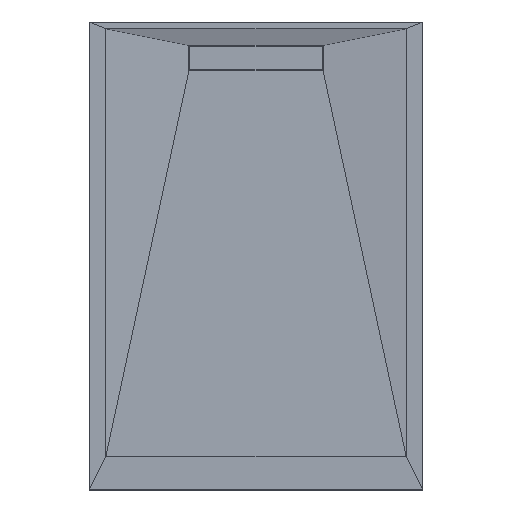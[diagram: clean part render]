
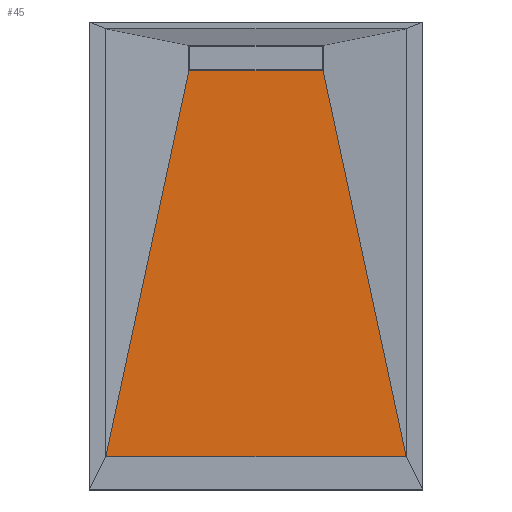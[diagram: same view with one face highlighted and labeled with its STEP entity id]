
A CAD part, top view. The second image highlights one B-rep face of the part: STEP entity #45.
In plain terms, the highlighted free-form (B-spline) face has degree [1, 1] with [2, 2] control points.
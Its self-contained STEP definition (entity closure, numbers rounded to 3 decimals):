
#18=B_SPLINE_SURFACE_WITH_KNOTS('',1,1,((#473,#474),(#475,#476)),
 .UNSPECIFIED.,.F.,.F.,.F.,(2,2),(2,2),(0.,1190.757),(0.,905.),
 .UNSPECIFIED.);
#45=ADVANCED_FACE('',(#69),#18,.T.);
#69=FACE_OUTER_BOUND('',#93,.T.);
#93=EDGE_LOOP('',(#153,#154,#155,#156));
#153=ORIENTED_EDGE('',*,*,#232,.F.);
#154=ORIENTED_EDGE('',*,*,#221,.F.);
#155=ORIENTED_EDGE('',*,*,#231,.F.);
#156=ORIENTED_EDGE('',*,*,#227,.T.);
#221=EDGE_CURVE('',#316,#314,#270,.T.);
#227=EDGE_CURVE('',#320,#319,#276,.T.);
#231=EDGE_CURVE('',#320,#316,#280,.T.);
#232=EDGE_CURVE('',#314,#319,#281,.T.);
#270=B_SPLINE_CURVE_WITH_KNOTS('',1,(#527,#528),.UNSPECIFIED.,.F.,.F.,(2,
2),(0.,1005.),.UNSPECIFIED.);
#276=B_SPLINE_CURVE_WITH_KNOTS('',1,(#539,#540),.UNSPECIFIED.,.F.,.F.,(2,
2),(0.,404.),.UNSPECIFIED.);
#280=B_SPLINE_CURVE_WITH_KNOTS('',1,(#547,#548),.UNSPECIFIED.,.F.,.F.,(2,
2),(-1190.757,0.),.UNSPECIFIED.);
#281=B_SPLINE_CURVE_WITH_KNOTS('',1,(#549,#550),.UNSPECIFIED.,.F.,.F.,(2,
2),(-1190.757,0.),.UNSPECIFIED.);
#314=VERTEX_POINT('',#496);
#316=VERTEX_POINT('',#498);
#319=VERTEX_POINT('',#501);
#320=VERTEX_POINT('',#502);
#473=CARTESIAN_POINT('',(5606.657,-6242.303,-16.));
#474=CARTESIAN_POINT('',(6010.657,-6242.303,-16.));
#475=CARTESIAN_POINT('',(5356.157,-7406.303,0.));
#476=CARTESIAN_POINT('',(6261.157,-7406.303,0.));
#496=CARTESIAN_POINT('',(5356.157,-7406.303,0.));
#498=CARTESIAN_POINT('',(6261.157,-7406.303,0.));
#501=CARTESIAN_POINT('',(5606.657,-6242.303,-16.));
#502=CARTESIAN_POINT('',(6010.657,-6242.303,-16.));
#527=CARTESIAN_POINT('',(6261.157,-7406.303,0.));
#528=CARTESIAN_POINT('',(5356.157,-7406.303,0.));
#539=CARTESIAN_POINT('',(6010.657,-6242.303,-16.));
#540=CARTESIAN_POINT('',(5606.657,-6242.303,-16.));
#547=CARTESIAN_POINT('',(6010.657,-6242.303,-16.));
#548=CARTESIAN_POINT('',(6261.157,-7406.303,0.));
#549=CARTESIAN_POINT('',(5356.157,-7406.303,0.));
#550=CARTESIAN_POINT('',(5606.657,-6242.303,-16.));
